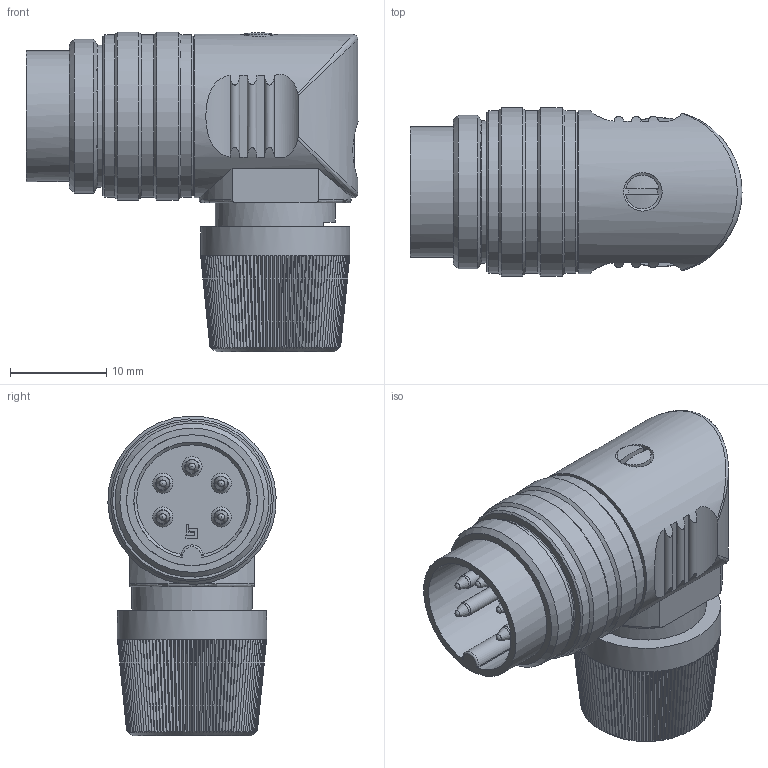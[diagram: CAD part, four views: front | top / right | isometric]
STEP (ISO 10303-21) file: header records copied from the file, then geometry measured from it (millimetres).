
FILE_DESCRIPTION(/* description */ (''),/* implementation_level */ '2;1');
FILE_NAME(/* name */ '09-0139-70-05_bg.stp',/* time_stamp */ '2009-06-04T15:18:47+02:00',/* author */ (''),/* organization */ (''),/* preprocessor_version */ 'ST-DEVELOPER v11',/* originating_system */ 'UGS - NX 5.0',/* authorisation */ '');
FILE_SCHEMA (('CONFIG_CONTROL_DESIGN'));
Length unit declared in the file: millimetre
Products named in the file (1): kbor230Cpcyv
Bounding box: 34.5 x 17.48 x 33.24 mm (x, y, z)
Volume: 8791 mm3; surface area: 3870.7 mm2
Topology: 1 solids, 1 shells, 613 faces, 1508 edges, 911 vertices
Faces by surface type: plane 409, cone 139, cylinder 42, bspline 12, sphere 6, torus 5
Full cylindrical faces by diameter (mm): 1.49 x5, 4 x1, 6 x1, 12.5 x1, 13.6 x1, 14.8 x1, 15.5 x1, 16 x1, 16.9 x3, 17 x1, 17.5 x2
Entity records: 18536 total; most frequent: CARTESIAN_POINT 5225, ORIENTED_EDGE 2880, DIRECTION 2456, EDGE_CURVE 1440, AXIS2_PLACEMENT_3D 927, VERTEX_POINT 900, EDGE_LOOP 682, ADVANCED_FACE 612
